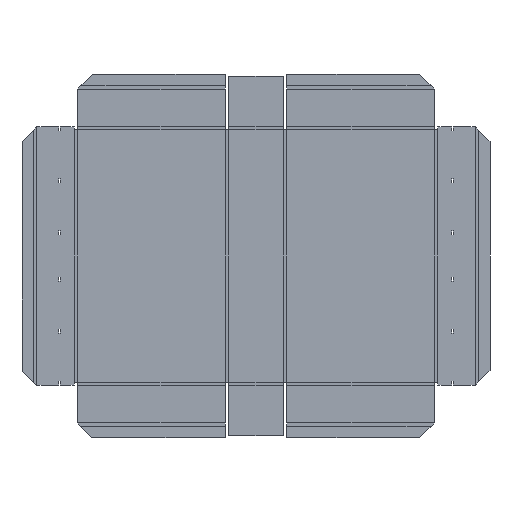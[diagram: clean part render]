
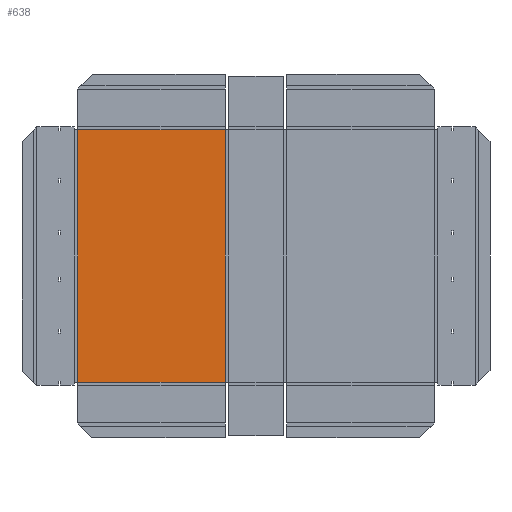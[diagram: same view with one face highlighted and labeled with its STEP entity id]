
A CAD part, front view. The second image highlights one B-rep face of the part: STEP entity #638.
In plain terms, the highlighted planar face has unit normal (0, -1, 0).
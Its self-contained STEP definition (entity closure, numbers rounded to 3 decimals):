
#78 = VECTOR ( 'NONE', #3809, 1000. ) ;
#140 = FACE_OUTER_BOUND ( 'NONE', #599, .T. ) ;
#179 = EDGE_CURVE ( 'NONE', #2812, #3156, #1249, .T. ) ;
#333 = ORIENTED_EDGE ( 'NONE', *, *, #3179, .T. ) ;
#340 = LINE ( 'NONE', #1934, #4387 ) ;
#444 = ORIENTED_EDGE ( 'NONE', *, *, #179, .T. ) ;
#454 = EDGE_CURVE ( 'NONE', #3156, #2162, #3109, .T. ) ;
#544 = DIRECTION ( 'NONE',  ( 0., -1., 0. ) ) ;
#599 = EDGE_LOOP ( 'NONE', ( #444, #4504, #2763, #333 ) ) ;
#638 = ADVANCED_FACE ( 'NONE', ( #140 ), #1396, .T. ) ;
#683 = DIRECTION ( 'NONE',  ( 1., 0., 0. ) ) ;
#1249 = LINE ( 'NONE', #3967, #4044 ) ;
#1318 = CARTESIAN_POINT ( 'NONE',  ( -280.712, 240., 0. ) ) ;
#1396 = PLANE ( 'NONE',  #3568 ) ;
#1566 = CARTESIAN_POINT ( 'NONE',  ( -42.712, 240., 176. ) ) ;
#1643 = EDGE_CURVE ( 'NONE', #3952, #2162, #340, .T. ) ;
#1727 = CARTESIAN_POINT ( 'NONE',  ( -42.712, 240., -176. ) ) ;
#1934 = CARTESIAN_POINT ( 'NONE',  ( -42.712, 240., 180. ) ) ;
#2028 = DIRECTION ( 'NONE',  ( 0., 0., -1. ) ) ;
#2149 = DIRECTION ( 'NONE',  ( 1., 0., 0. ) ) ;
#2157 = VECTOR ( 'NONE', #683, 1000. ) ;
#2162 = VERTEX_POINT ( 'NONE', #1727 ) ;
#2301 = LINE ( 'NONE', #4216, #78 ) ;
#2763 = ORIENTED_EDGE ( 'NONE', *, *, #1643, .F. ) ;
#2812 = VERTEX_POINT ( 'NONE', #4192 ) ;
#3101 = DIRECTION ( 'NONE',  ( 0., 0., -1. ) ) ;
#3109 = LINE ( 'NONE', #4672, #2157 ) ;
#3156 = VERTEX_POINT ( 'NONE', #3396 ) ;
#3179 = EDGE_CURVE ( 'NONE', #3952, #2812, #2301, .T. ) ;
#3396 = CARTESIAN_POINT ( 'NONE',  ( -248.712, 240., -176. ) ) ;
#3568 = AXIS2_PLACEMENT_3D ( 'NONE', #1318, #544, #2149 ) ;
#3809 = DIRECTION ( 'NONE',  ( -1., 0., 0. ) ) ;
#3952 = VERTEX_POINT ( 'NONE', #1566 ) ;
#3967 = CARTESIAN_POINT ( 'NONE',  ( -248.712, 240., 180. ) ) ;
#4044 = VECTOR ( 'NONE', #2028, 1000. ) ;
#4192 = CARTESIAN_POINT ( 'NONE',  ( -248.712, 240., 176. ) ) ;
#4216 = CARTESIAN_POINT ( 'NONE',  ( -42.712, 240., 176. ) ) ;
#4387 = VECTOR ( 'NONE', #3101, 1000. ) ;
#4504 = ORIENTED_EDGE ( 'NONE', *, *, #454, .T. ) ;
#4672 = CARTESIAN_POINT ( 'NONE',  ( -248.712, 240., -176. ) ) ;
